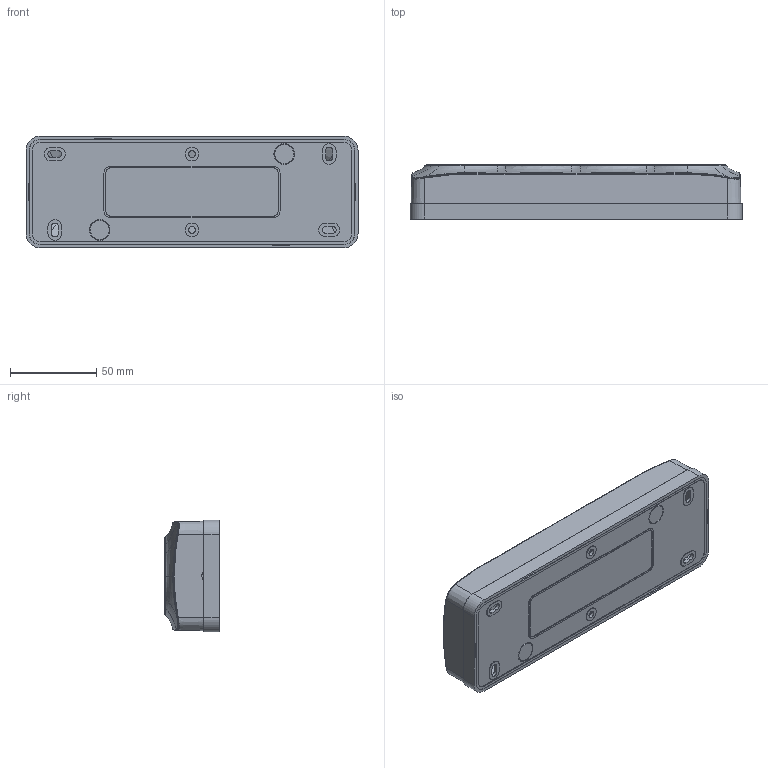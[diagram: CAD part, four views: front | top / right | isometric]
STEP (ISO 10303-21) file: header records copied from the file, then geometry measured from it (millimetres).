
FILE_DESCRIPTION (( 'STEP AP214' ), '1' );
FILE_NAME ('ERH40-K02-10(4-õ ìåñòíàÿ ðîçåòêà áåç çåìëè).STEP', '2024-10-29T12:30:23', ( '' ), ( '' ), 'SwSTEP 2.0', 'SolidWorks 2022', '' );
FILE_SCHEMA (( 'AUTOMOTIVE_DESIGN' ));
Length unit declared in the file: millimetre
Products named in the file (3): MB-73F-1-4W-2C1^73F-1 4__2______.STEP; ERH40-K02-10(4-х местная розетка без земли); DB-73A-4W-JMPC^73F-1 4__2______.STEP
Assembly tree (2 placements, depth 2):
  ERH40-K02-10(4-х местная розетка без земли)
    DB-73A-4W-JMPC^73F-1 4__2______.STEP
    MB-73F-1-4W-2C1^73F-1 4__2______.STEP
Bounding box: 192.4 x 31.5 x 64.8 mm (x, y, z)
Volume: 63608.3 mm3; surface area: 95018.9 mm2
Topology: 2 solids, 2 shells, 1384 faces, 3705 edges, 2388 vertices
Faces by surface type: plane 578, bspline 317, cone 190, cylinder 172, torus 127
Entity records: 78432 total; most frequent: CARTESIAN_POINT 45942, ORIENTED_EDGE 7410, DIRECTION 5933, EDGE_CURVE 3705, VERTEX_POINT 2388, AXIS2_PLACEMENT_3D 2191, VECTOR 1551, LINE 1551
